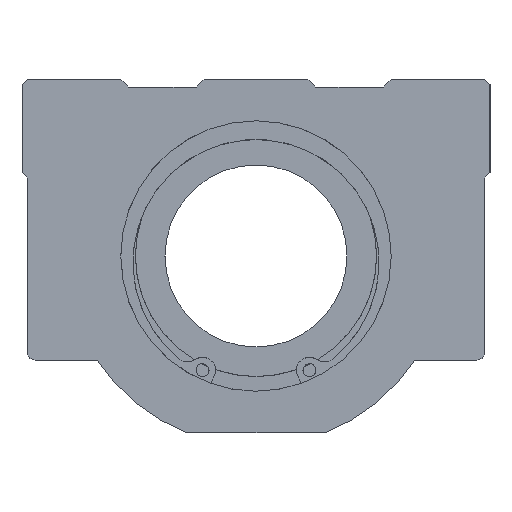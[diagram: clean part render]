
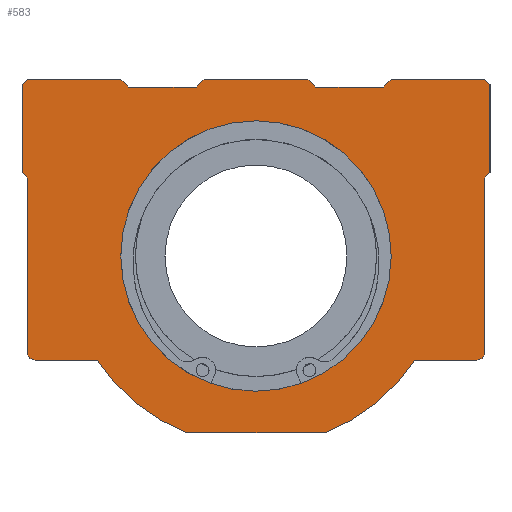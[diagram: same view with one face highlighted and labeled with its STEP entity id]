
A CAD part, left-side view. The second image highlights one B-rep face of the part: STEP entity #583.
In plain terms, the highlighted planar face has unit normal (-1, 0, 0).
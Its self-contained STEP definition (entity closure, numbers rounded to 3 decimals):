
#501=CIRCLE('',#4952,26.);
#503=CIRCLE('',#4960,1.5);
#510=CIRCLE('',#4970,1.5);
#511=CIRCLE('',#4972,36.5);
#512=CIRCLE('',#4973,36.5);
#583=ADVANCED_FACE('',(#1010,#1011),#833,.F.);
#833=PLANE('',#4974);
#1010=FACE_BOUND('',#1152,.T.);
#1011=FACE_BOUND('',#1153,.T.);
#1152=EDGE_LOOP('',(#2504,#2505,#2506,#2507,#2508,#2509,#2510,#2511,#2512,
#2513,#2514,#2515,#2516,#2517,#2518,#2519,#2520,#2521,#2522,#2523,#2524,
#2525,#2526,#2527));
#1153=EDGE_LOOP('',(#2528));
#1423=LINE('',#6398,#1753);
#1468=LINE('',#6860,#1798);
#1519=LINE('',#7337,#1849);
#1525=LINE('',#7351,#1855);
#1528=LINE('',#7356,#1858);
#1531=LINE('',#7362,#1861);
#1532=LINE('',#7364,#1862);
#1538=LINE('',#7380,#1868);
#1552=LINE('',#7422,#1882);
#1553=LINE('',#7426,#1883);
#1554=LINE('',#7427,#1884);
#1555=LINE('',#7429,#1885);
#1556=LINE('',#7431,#1886);
#1557=LINE('',#7433,#1887);
#1558=LINE('',#7435,#1888);
#1559=LINE('',#7436,#1889);
#1560=LINE('',#7438,#1890);
#1561=LINE('',#7440,#1891);
#1562=LINE('',#7442,#1892);
#1563=LINE('',#7444,#1893);
#1753=VECTOR('',#5167,1.);
#1798=VECTOR('',#5214,1.);
#1849=VECTOR('',#5475,1.);
#1855=VECTOR('',#5483,1.);
#1858=VECTOR('',#5488,1.);
#1861=VECTOR('',#5493,1.);
#1862=VECTOR('',#5496,1.);
#1868=VECTOR('',#5510,1.);
#1882=VECTOR('',#5546,1.);
#1883=VECTOR('',#5549,1.);
#1884=VECTOR('',#5550,1.);
#1885=VECTOR('',#5551,1.);
#1886=VECTOR('',#5552,1.);
#1887=VECTOR('',#5553,1.);
#1888=VECTOR('',#5554,1.);
#1889=VECTOR('',#5555,1.);
#1890=VECTOR('',#5556,1.);
#1891=VECTOR('',#5557,1.);
#1892=VECTOR('',#5558,1.);
#1893=VECTOR('',#5559,1.);
#2504=ORIENTED_EDGE('',*,*,#4155,.F.);
#2505=ORIENTED_EDGE('',*,*,#4158,.F.);
#2506=ORIENTED_EDGE('',*,*,#4179,.F.);
#2507=ORIENTED_EDGE('',*,*,#4180,.F.);
#2508=ORIENTED_EDGE('',*,*,#4181,.F.);
#2509=ORIENTED_EDGE('',*,*,#4182,.F.);
#2510=ORIENTED_EDGE('',*,*,#4177,.F.);
#2511=ORIENTED_EDGE('',*,*,#3926,.F.);
#2512=ORIENTED_EDGE('',*,*,#4183,.F.);
#2513=ORIENTED_EDGE('',*,*,#4184,.F.);
#2514=ORIENTED_EDGE('',*,*,#4185,.F.);
#2515=ORIENTED_EDGE('',*,*,#4186,.F.);
#2516=ORIENTED_EDGE('',*,*,#4187,.F.);
#2517=ORIENTED_EDGE('',*,*,#4150,.F.);
#2518=ORIENTED_EDGE('',*,*,#4143,.F.);
#2519=ORIENTED_EDGE('',*,*,#4146,.F.);
#2520=ORIENTED_EDGE('',*,*,#4137,.F.);
#2521=ORIENTED_EDGE('',*,*,#4149,.F.);
#2522=ORIENTED_EDGE('',*,*,#4188,.F.);
#2523=ORIENTED_EDGE('',*,*,#4189,.F.);
#2524=ORIENTED_EDGE('',*,*,#4190,.F.);
#2525=ORIENTED_EDGE('',*,*,#4191,.F.);
#2526=ORIENTED_EDGE('',*,*,#4192,.F.);
#2527=ORIENTED_EDGE('',*,*,#4000,.F.);
#2528=ORIENTED_EDGE('',*,*,#4136,.T.);
#3482=VERTEX_POINT('',#6393);
#3484=VERTEX_POINT('',#6397);
#3557=VERTEX_POINT('',#6858);
#3559=VERTEX_POINT('',#6861);
#3659=VERTEX_POINT('',#7335);
#3660=VERTEX_POINT('',#7338);
#3661=VERTEX_POINT('',#7339);
#3666=VERTEX_POINT('',#7350);
#3667=VERTEX_POINT('',#7352);
#3669=VERTEX_POINT('',#7361);
#3670=VERTEX_POINT('',#7365);
#3673=VERTEX_POINT('',#7373);
#3675=VERTEX_POINT('',#7379);
#3691=VERTEX_POINT('',#7417);
#3692=VERTEX_POINT('',#7421);
#3693=VERTEX_POINT('',#7423);
#3694=VERTEX_POINT('',#7425);
#3695=VERTEX_POINT('',#7428);
#3696=VERTEX_POINT('',#7430);
#3697=VERTEX_POINT('',#7432);
#3698=VERTEX_POINT('',#7434);
#3699=VERTEX_POINT('',#7437);
#3700=VERTEX_POINT('',#7439);
#3701=VERTEX_POINT('',#7441);
#3702=VERTEX_POINT('',#7443);
#3926=EDGE_CURVE('',#3484,#3482,#1423,.T.);
#4000=EDGE_CURVE('',#3557,#3559,#1468,.T.);
#4136=EDGE_CURVE('',#3659,#3659,#501,.T.);
#4137=EDGE_CURVE('',#3660,#3661,#1519,.T.);
#4143=EDGE_CURVE('',#3666,#3667,#1525,.T.);
#4146=EDGE_CURVE('',#3661,#3666,#1528,.T.);
#4149=EDGE_CURVE('',#3669,#3660,#1531,.T.);
#4150=EDGE_CURVE('',#3667,#3670,#1532,.T.);
#4155=EDGE_CURVE('',#3673,#3557,#503,.T.);
#4158=EDGE_CURVE('',#3675,#3673,#1538,.T.);
#4177=EDGE_CURVE('',#3482,#3691,#510,.T.);
#4179=EDGE_CURVE('',#3692,#3675,#511,.T.);
#4180=EDGE_CURVE('',#3693,#3692,#1552,.T.);
#4181=EDGE_CURVE('',#3694,#3693,#512,.T.);
#4182=EDGE_CURVE('',#3691,#3694,#1553,.T.);
#4183=EDGE_CURVE('',#3695,#3484,#1554,.T.);
#4184=EDGE_CURVE('',#3696,#3695,#1555,.T.);
#4185=EDGE_CURVE('',#3697,#3696,#1556,.T.);
#4186=EDGE_CURVE('',#3698,#3697,#1557,.T.);
#4187=EDGE_CURVE('',#3670,#3698,#1558,.T.);
#4188=EDGE_CURVE('',#3699,#3669,#1559,.T.);
#4189=EDGE_CURVE('',#3700,#3699,#1560,.T.);
#4190=EDGE_CURVE('',#3701,#3700,#1561,.T.);
#4191=EDGE_CURVE('',#3702,#3701,#1562,.T.);
#4192=EDGE_CURVE('',#3559,#3702,#1563,.T.);
#4952=AXIS2_PLACEMENT_3D('',#7334,#5471,#5472);
#4960=AXIS2_PLACEMENT_3D('',#7374,#5504,#5505);
#4970=AXIS2_PLACEMENT_3D('',#7416,#5539,#5540);
#4972=AXIS2_PLACEMENT_3D('',#7420,#5544,#5545);
#4973=AXIS2_PLACEMENT_3D('',#7424,#5547,#5548);
#4974=AXIS2_PLACEMENT_3D('',#7445,#5560,#5561);
#5167=DIRECTION('',(0.,0.,-1.));
#5214=DIRECTION('',(0.,0.,1.));
#5471=DIRECTION('',(1.,0.,0.));
#5472=DIRECTION('',(0.,-1.,0.));
#5475=DIRECTION('',(0.,-0.707,0.707));
#5483=DIRECTION('',(0.,-0.707,-0.707));
#5488=DIRECTION('',(0.,-1.,0.));
#5493=DIRECTION('',(0.,-1.,0.));
#5496=DIRECTION('',(0.,-1.,0.));
#5504=DIRECTION('',(1.,0.,0.));
#5505=DIRECTION('',(0.,0.707,-0.707));
#5510=DIRECTION('',(0.,1.,0.));
#5539=DIRECTION('',(1.,0.,0.));
#5540=DIRECTION('',(0.,-0.707,-0.707));
#5544=DIRECTION('',(1.,0.,0.));
#5545=DIRECTION('',(0.,0.,-1.));
#5546=DIRECTION('',(0.,1.,0.));
#5547=DIRECTION('',(1.,0.,0.));
#5548=DIRECTION('',(0.,0.,-1.));
#5549=DIRECTION('',(0.,1.,0.));
#5550=DIRECTION('',(0.,0.707,-0.707));
#5551=DIRECTION('',(0.,0.,-1.));
#5552=DIRECTION('',(0.,-0.707,-0.707));
#5553=DIRECTION('',(0.,-1.,0.));
#5554=DIRECTION('',(0.,-0.707,0.707));
#5555=DIRECTION('',(0.,-0.707,-0.707));
#5556=DIRECTION('',(0.,-1.,0.));
#5557=DIRECTION('',(0.,-0.707,0.707));
#5558=DIRECTION('',(0.,0.,1.));
#5559=DIRECTION('',(0.,0.707,0.707));
#5560=DIRECTION('',(1.,0.,0.));
#5561=DIRECTION('',(0.,0.,-1.));
#6393=CARTESIAN_POINT('',(0.,-44.,-18.5));
#6397=CARTESIAN_POINT('',(0.,-44.,15.));
#6398=CARTESIAN_POINT('',(0.,-44.,12.));
#6858=CARTESIAN_POINT('',(0.,44.,-18.5));
#6860=CARTESIAN_POINT('',(0.,44.,-18.5));
#6861=CARTESIAN_POINT('',(0.,44.,15.));
#7334=CARTESIAN_POINT('',(0.,0.,0.));
#7335=CARTESIAN_POINT('',(0.,26.,0.));
#7337=CARTESIAN_POINT('',(0.,11.5,32.5));
#7338=CARTESIAN_POINT('',(0.,11.5,32.5));
#7339=CARTESIAN_POINT('',(0.,10.,34.));
#7350=CARTESIAN_POINT('',(0.,-10.,34.));
#7351=CARTESIAN_POINT('',(0.,-10.,34.));
#7352=CARTESIAN_POINT('',(0.,-11.5,32.5));
#7356=CARTESIAN_POINT('',(0.,10.,34.));
#7361=CARTESIAN_POINT('',(0.,24.5,32.5));
#7362=CARTESIAN_POINT('',(0.,24.5,32.5));
#7364=CARTESIAN_POINT('',(0.,-11.5,32.5));
#7365=CARTESIAN_POINT('',(0.,-24.5,32.5));
#7373=CARTESIAN_POINT('',(0.,42.5,-20.));
#7374=CARTESIAN_POINT('',(0.,42.5,-18.5));
#7379=CARTESIAN_POINT('',(0.,30.533,-20.));
#7380=CARTESIAN_POINT('',(0.,26.875,-20.));
#7416=CARTESIAN_POINT('',(0.,-42.5,-18.5));
#7417=CARTESIAN_POINT('',(0.,-42.5,-20.));
#7420=CARTESIAN_POINT('',(0.,0.,0.));
#7421=CARTESIAN_POINT('',(0.,13.276,-34.));
#7422=CARTESIAN_POINT('',(0.,0.,-34.));
#7423=CARTESIAN_POINT('',(0.,-13.276,-34.));
#7424=CARTESIAN_POINT('',(0.,0.,0.));
#7425=CARTESIAN_POINT('',(0.,-30.533,-20.));
#7426=CARTESIAN_POINT('',(0.,-42.5,-20.));
#7427=CARTESIAN_POINT('',(0.,-45.,16.));
#7428=CARTESIAN_POINT('',(0.,-45.,16.));
#7429=CARTESIAN_POINT('',(0.,-45.,33.));
#7430=CARTESIAN_POINT('',(0.,-45.,33.));
#7431=CARTESIAN_POINT('',(0.,-44.,34.));
#7432=CARTESIAN_POINT('',(0.,-44.,34.));
#7433=CARTESIAN_POINT('',(0.,-26.,34.));
#7434=CARTESIAN_POINT('',(0.,-26.,34.));
#7435=CARTESIAN_POINT('',(0.,-24.5,32.5));
#7436=CARTESIAN_POINT('',(0.,26.,34.));
#7437=CARTESIAN_POINT('',(0.,26.,34.));
#7438=CARTESIAN_POINT('',(0.,44.,34.));
#7439=CARTESIAN_POINT('',(0.,44.,34.));
#7440=CARTESIAN_POINT('',(0.,45.,33.));
#7441=CARTESIAN_POINT('',(0.,45.,33.));
#7442=CARTESIAN_POINT('',(0.,45.,13.));
#7443=CARTESIAN_POINT('',(0.,45.,16.));
#7444=CARTESIAN_POINT('',(0.,44.,15.));
#7445=CARTESIAN_POINT('',(0.,0.,4.053));
